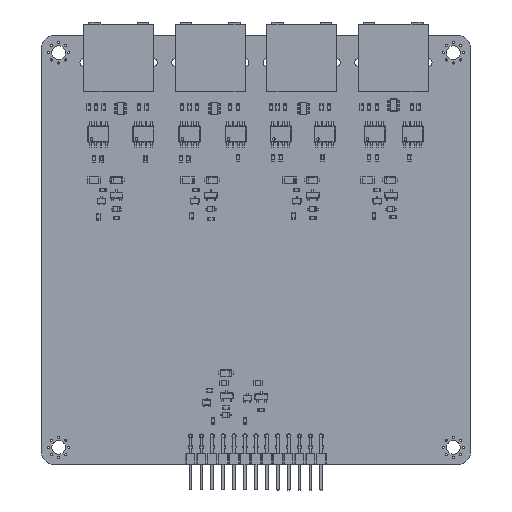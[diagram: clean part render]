
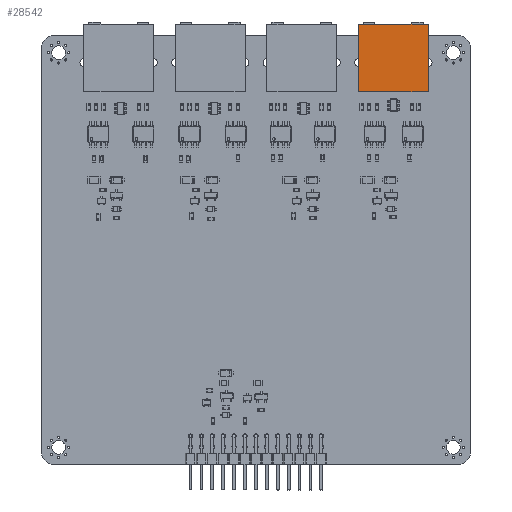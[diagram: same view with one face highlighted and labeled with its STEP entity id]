
A CAD part, top view. The second image highlights one B-rep face of the part: STEP entity #28542.
In plain terms, the highlighted face is planar.
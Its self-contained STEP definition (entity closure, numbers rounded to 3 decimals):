
#28024 = EDGE_CURVE('',#28025,#28027,#28029,.T.);
#28025 = VERTEX_POINT('',#28026);
#28026 = CARTESIAN_POINT('',(8.13,7.875,0.));
#28027 = VERTEX_POINT('',#28028);
#28028 = CARTESIAN_POINT('',(-8.13,7.875,0.));
#28029 = LINE('',#28030,#28031);
#28030 = CARTESIAN_POINT('',(-8.13,7.875,0.));
#28031 = VECTOR('',#28032,1.);
#28032 = DIRECTION('',(-1.,-0.,-0.));
#28441 = VERTEX_POINT('',#28442);
#28442 = CARTESIAN_POINT('',(8.13,-7.875,0.));
#28448 = EDGE_CURVE('',#28441,#28025,#28449,.T.);
#28449 = LINE('',#28450,#28451);
#28450 = CARTESIAN_POINT('',(8.13,7.875,0.));
#28451 = VECTOR('',#28452,1.);
#28452 = DIRECTION('',(-0.,1.,-0.));
#28491 = EDGE_CURVE('',#28027,#28492,#28494,.T.);
#28492 = VERTEX_POINT('',#28493);
#28493 = CARTESIAN_POINT('',(-8.13,-7.875,0.));
#28494 = LINE('',#28495,#28496);
#28495 = CARTESIAN_POINT('',(-8.13,7.875,0.));
#28496 = VECTOR('',#28497,1.);
#28497 = DIRECTION('',(0.,-1.,0.));
#28529 = EDGE_CURVE('',#28492,#28441,#28530,.T.);
#28530 = LINE('',#28531,#28532);
#28531 = CARTESIAN_POINT('',(-8.13,-7.875,0.));
#28532 = VECTOR('',#28533,1.);
#28533 = DIRECTION('',(1.,0.,0.));
#28542 = ADVANCED_FACE('',(#28543),#28549,.F.);
#28543 = FACE_BOUND('',#28544,.T.);
#28544 = EDGE_LOOP('',(#28545,#28546,#28547,#28548));
#28545 = ORIENTED_EDGE('',*,*,#28448,.F.);
#28546 = ORIENTED_EDGE('',*,*,#28529,.F.);
#28547 = ORIENTED_EDGE('',*,*,#28491,.F.);
#28548 = ORIENTED_EDGE('',*,*,#28024,.F.);
#28549 = PLANE('',#28550);
#28550 = AXIS2_PLACEMENT_3D('',#28551,#28552,#28553);
#28551 = CARTESIAN_POINT('',(0.,0.,0.));
#28552 = DIRECTION('',(-0.,0.,1.));
#28553 = DIRECTION('',(1.,0.,0.));
